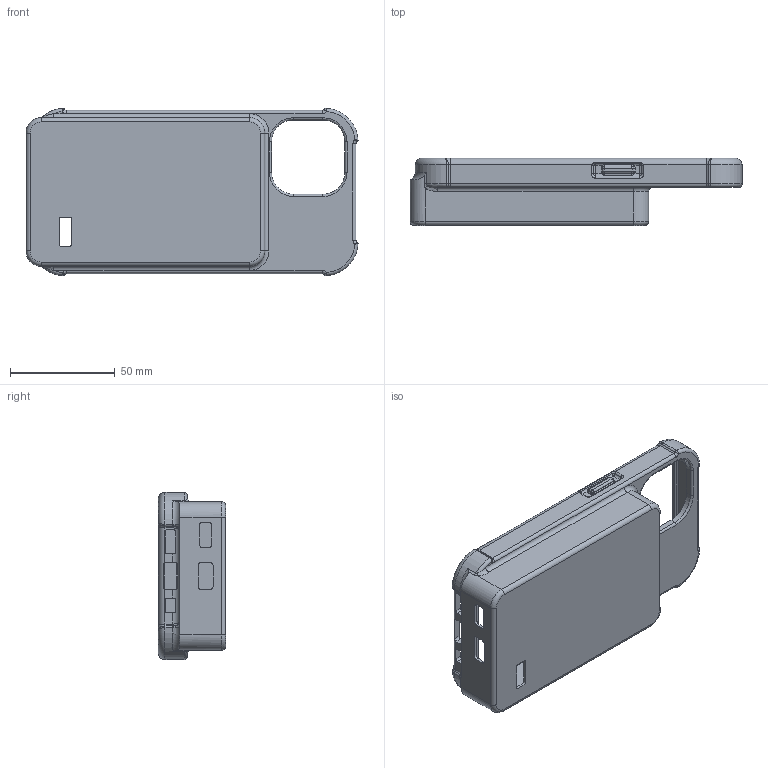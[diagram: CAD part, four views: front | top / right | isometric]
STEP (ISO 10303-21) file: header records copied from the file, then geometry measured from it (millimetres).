
FILE_DESCRIPTION(/* description */ (''),/* implementation_level */ '2;1');
FILE_NAME(/* name */ 'Yash Final Iphone 15 Case v5.step',/* time_stamp */ '2024-08-05T22:45:00+05:30',/* author */ (''),/* organization */ (''),/* preprocessor_version */ 'ST-DEVELOPER v20',/* originating_system */ 'Autodesk Translation Framework v13.14.0.145',/* authorisation */ '');
FILE_SCHEMA (('AUTOMOTIVE_DESIGN { 1 0 10303 214 3 1 1 }'));
Length unit declared in the file: millimetre
Products named in the file (1): Iphone 15 Flexible Case V2
Bounding box: 158.28 x 32.05 x 79.76 mm (x, y, z)
Volume: 45093 mm3; surface area: 45937.5 mm2
Topology: 1 solids, 1 shells, 506 faces, 1295 edges, 772 vertices
Faces by surface type: cylinder 203, plane 151, torus 88, bspline 56, cone 4, sphere 4
Entity records: 17597 total; most frequent: CARTESIAN_POINT 5439, DIRECTION 2591, ORIENTED_EDGE 2564, EDGE_CURVE 1282, AXIS2_PLACEMENT_3D 1002, VERTEX_POINT 772, LINE 587, VECTOR 587
